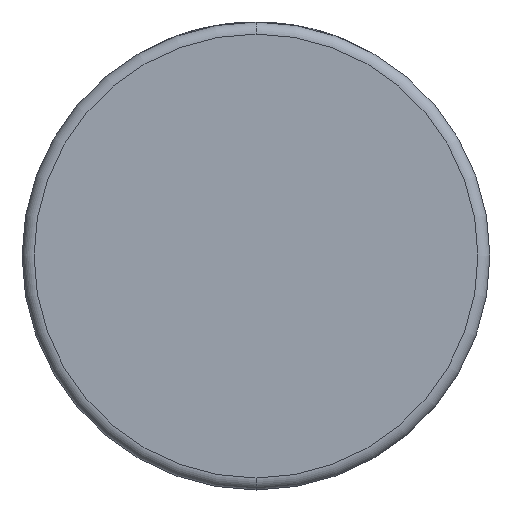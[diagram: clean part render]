
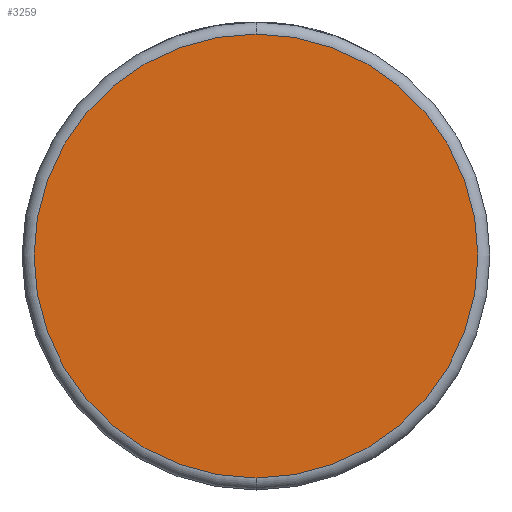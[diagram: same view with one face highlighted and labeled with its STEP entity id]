
A CAD part, front view. The second image highlights one B-rep face of the part: STEP entity #3259.
In plain terms, the highlighted planar face has unit normal (0, -1, 0).
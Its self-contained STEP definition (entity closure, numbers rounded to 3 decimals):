
#138 = CARTESIAN_POINT ( 'NONE',  ( 0., 0., 0. ) ) ;
#273 = CIRCLE ( 'NONE', #1658, 37. ) ;
#504 = DIRECTION ( 'NONE',  ( 0., -1., 0. ) ) ;
#641 = CARTESIAN_POINT ( 'NONE',  ( 0., 0., 0. ) ) ;
#1255 = DIRECTION ( 'NONE',  ( 0., 1., 0. ) ) ;
#1658 = AXIS2_PLACEMENT_3D ( 'NONE', #138, #504, #2436 ) ;
#1879 = DIRECTION ( 'NONE',  ( 0., -1., 0. ) ) ;
#1906 = ORIENTED_EDGE ( 'NONE', *, *, #2137, .T. ) ;
#1935 = VERTEX_POINT ( 'NONE', #2710 ) ;
#2137 = EDGE_CURVE ( 'NONE', #1935, #2971, #273, .T. ) ;
#2255 = PLANE ( 'NONE',  #3374 ) ;
#2436 = DIRECTION ( 'NONE',  ( 0., 0., 1. ) ) ;
#2614 = DIRECTION ( 'NONE',  ( 0., 0., 1. ) ) ;
#2623 = CARTESIAN_POINT ( 'NONE',  ( 0., 0., 37. ) ) ;
#2710 = CARTESIAN_POINT ( 'NONE',  ( 0., 0., -37. ) ) ;
#2805 = ORIENTED_EDGE ( 'NONE', *, *, #4128, .T. ) ;
#2971 = VERTEX_POINT ( 'NONE', #2623 ) ;
#3099 = AXIS2_PLACEMENT_3D ( 'NONE', #3802, #1879, #4142 ) ;
#3144 = CIRCLE ( 'NONE', #3099, 37. ) ;
#3259 = ADVANCED_FACE ( 'NONE', ( #3462 ), #2255, .F. ) ;
#3374 = AXIS2_PLACEMENT_3D ( 'NONE', #641, #1255, #2614 ) ;
#3462 = FACE_OUTER_BOUND ( 'NONE', #4006, .T. ) ;
#3802 = CARTESIAN_POINT ( 'NONE',  ( 0., 0., 0. ) ) ;
#4006 = EDGE_LOOP ( 'NONE', ( #2805, #1906 ) ) ;
#4128 = EDGE_CURVE ( 'NONE', #2971, #1935, #3144, .T. ) ;
#4142 = DIRECTION ( 'NONE',  ( 0., 0., 1. ) ) ;
